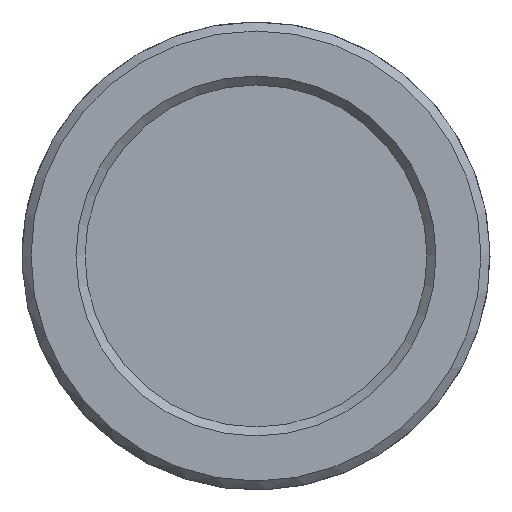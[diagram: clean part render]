
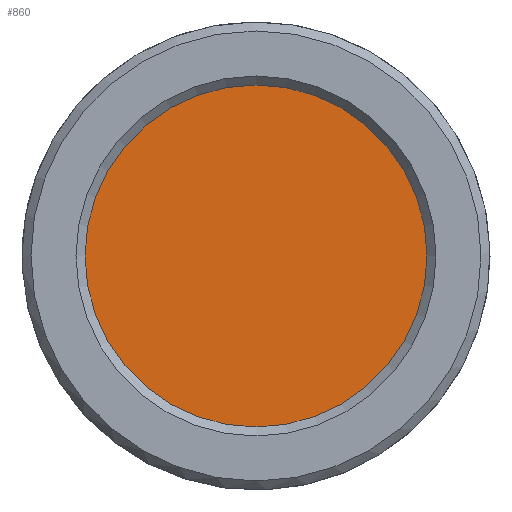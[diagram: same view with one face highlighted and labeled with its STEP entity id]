
A CAD part, top view. The second image highlights one B-rep face of the part: STEP entity #860.
In plain terms, the highlighted planar face has unit normal (0, 0, 1).
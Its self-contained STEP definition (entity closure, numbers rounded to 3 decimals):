
#401=ORIENTED_EDGE('',*,*,#539,.F.);
#539=EDGE_CURVE('',#623,#623,#675,.T.);
#623=VERTEX_POINT('',#1671);
#675=CIRCLE('',#983,19.);
#726=EDGE_LOOP('',(#401));
#784=FACE_BOUND('',#726,.T.);
#812=PLANE('',#982);
#860=ADVANCED_FACE('',(#784),#812,.F.);
#982=AXIS2_PLACEMENT_3D('',#1669,#1231,#1232);
#983=AXIS2_PLACEMENT_3D('',#1670,#1233,#1234);
#1231=DIRECTION('',(0.,0.,-1.));
#1232=DIRECTION('',(-1.,0.,0.));
#1233=DIRECTION('',(0.,0.,-1.));
#1234=DIRECTION('',(1.,0.,0.));
#1669=CARTESIAN_POINT('',(0.,0.,3.));
#1670=CARTESIAN_POINT('',(0.,0.,3.));
#1671=CARTESIAN_POINT('',(19.,0.,3.));
